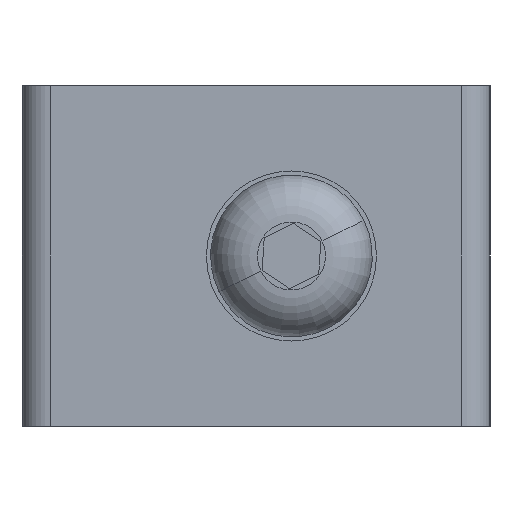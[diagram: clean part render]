
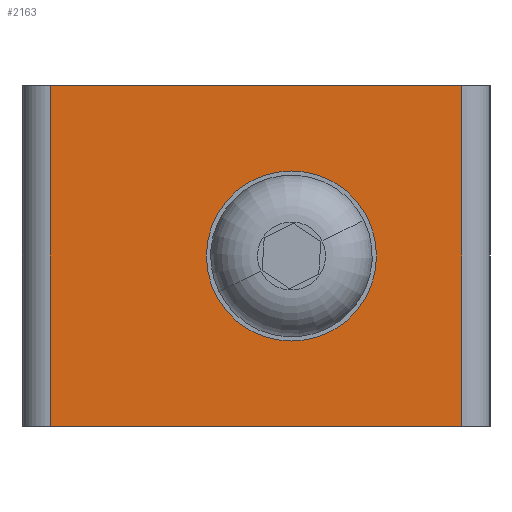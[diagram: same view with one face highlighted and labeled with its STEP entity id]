
A CAD part, left-side view. The second image highlights one B-rep face of the part: STEP entity #2163.
In plain terms, the highlighted planar face has unit normal (-1, 0, 0).
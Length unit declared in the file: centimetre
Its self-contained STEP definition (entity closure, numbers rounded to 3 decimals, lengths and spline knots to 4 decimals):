
#95 = DIRECTION ( 'NONE',  ( 0., 0., 1. ) ) ;
#745 = CARTESIAN_POINT ( 'NONE',  ( -3.55, 0.2173, -0.3 ) ) ;
#773 = CARTESIAN_POINT ( 'NONE',  ( -3.55, 0.2173, 0.3 ) ) ;
#839 = DIRECTION ( 'NONE',  ( 0., 0., 1. ) ) ;
#840 = DIRECTION ( 'NONE',  ( -1., 0., 0. ) ) ;
#847 = AXIS2_PLACEMENT_3D ( 'NONE', #902, #840, #839 ) ;
#852 = CIRCLE ( 'NONE', #847, 0.3 ) ;
#902 = CARTESIAN_POINT ( 'NONE',  ( -3.55, 0.2173, 0. ) ) ;
#928 = DIRECTION ( 'NONE',  ( -1., 0., 0. ) ) ;
#929 = CARTESIAN_POINT ( 'NONE',  ( -3.55, 0.2173, 0. ) ) ;
#930 = AXIS2_PLACEMENT_3D ( 'NONE', #929, #928, #95 ) ;
#933 = FACE_BOUND ( 'NONE', #2162, .T. ) ;
#934 = DIRECTION ( 'NONE',  ( 0., 0., 1. ) ) ;
#935 = VECTOR ( 'NONE', #934, 100. ) ;
#936 = CARTESIAN_POINT ( 'NONE',  ( -3.55, -0.3827, 0.6 ) ) ;
#937 = LINE ( 'NONE', #936, #935 ) ;
#938 = DIRECTION ( 'NONE',  ( 1., 0., 0. ) ) ;
#939 = CARTESIAN_POINT ( 'NONE',  ( -3.55, 1.1673, 0.6 ) ) ;
#946 = DIRECTION ( 'NONE',  ( 0., 0., -1. ) ) ;
#947 = AXIS2_PLACEMENT_3D ( 'NONE', #939, #938, #946 ) ;
#949 = PLANE ( 'NONE',  #947 ) ;
#953 = CIRCLE ( 'NONE', #930, 0.3 ) ;
#958 = FACE_OUTER_BOUND ( 'NONE', #2169, .T. ) ;
#971 = CARTESIAN_POINT ( 'NONE',  ( -3.55, 1.0673, 0.6 ) ) ;
#973 = DIRECTION ( 'NONE',  ( 0., 0., -1. ) ) ;
#974 = VECTOR ( 'NONE', #973, 100. ) ;
#976 = CARTESIAN_POINT ( 'NONE',  ( -3.55, 1.0673, 0.6 ) ) ;
#977 = LINE ( 'NONE', #976, #974 ) ;
#1067 = CARTESIAN_POINT ( 'NONE',  ( -3.55, -0.3827, 0.6 ) ) ;
#1072 = CARTESIAN_POINT ( 'NONE',  ( -3.55, 1.0673, -0.6 ) ) ;
#1132 = DIRECTION ( 'NONE',  ( 0., -1., 0. ) ) ;
#1133 = VECTOR ( 'NONE', #1132, 100. ) ;
#1134 = CARTESIAN_POINT ( 'NONE',  ( -3.55, 1.1673, 0.6 ) ) ;
#1135 = LINE ( 'NONE', #1134, #1133 ) ;
#1146 = DIRECTION ( 'NONE',  ( 0., -1., 0. ) ) ;
#1147 = VECTOR ( 'NONE', #1146, 100. ) ;
#1148 = CARTESIAN_POINT ( 'NONE',  ( -3.55, 1.1673, -0.6 ) ) ;
#1149 = LINE ( 'NONE', #1148, #1147 ) ;
#1154 = CARTESIAN_POINT ( 'NONE',  ( -3.55, -0.3827, -0.6 ) ) ;
#2088 = VERTEX_POINT ( 'NONE', #745 ) ;
#2113 = VERTEX_POINT ( 'NONE', #773 ) ;
#2125 = EDGE_CURVE ( 'NONE', #2088, #2113, #852, .T. ) ;
#2131 = ORIENTED_EDGE ( 'NONE', *, *, #2173, .T. ) ;
#2132 = ORIENTED_EDGE ( 'NONE', *, *, #2125, .F. ) ;
#2152 = ORIENTED_EDGE ( 'NONE', *, *, #2191, .F. ) ;
#2159 = EDGE_CURVE ( 'NONE', #2184, #2183, #937, .T. ) ;
#2161 = EDGE_CURVE ( 'NONE', #2113, #2088, #953, .T. ) ;
#2162 = EDGE_LOOP ( 'NONE', ( #2164, #2132 ) ) ;
#2163 = ADVANCED_FACE ( 'NONE', ( #933, #958 ), #949, .F. ) ;
#2164 = ORIENTED_EDGE ( 'NONE', *, *, #2161, .F. ) ;
#2169 = EDGE_LOOP ( 'NONE', ( #2152, #2131, #2190, #2177 ) ) ;
#2173 = EDGE_CURVE ( 'NONE', #2176, #2187, #977, .T. ) ;
#2176 = VERTEX_POINT ( 'NONE', #971 ) ;
#2177 = ORIENTED_EDGE ( 'NONE', *, *, #2159, .T. ) ;
#2183 = VERTEX_POINT ( 'NONE', #1067 ) ;
#2184 = VERTEX_POINT ( 'NONE', #1154 ) ;
#2186 = EDGE_CURVE ( 'NONE', #2187, #2184, #1149, .T. ) ;
#2187 = VERTEX_POINT ( 'NONE', #1072 ) ;
#2190 = ORIENTED_EDGE ( 'NONE', *, *, #2186, .T. ) ;
#2191 = EDGE_CURVE ( 'NONE', #2176, #2183, #1135, .T. ) ;
